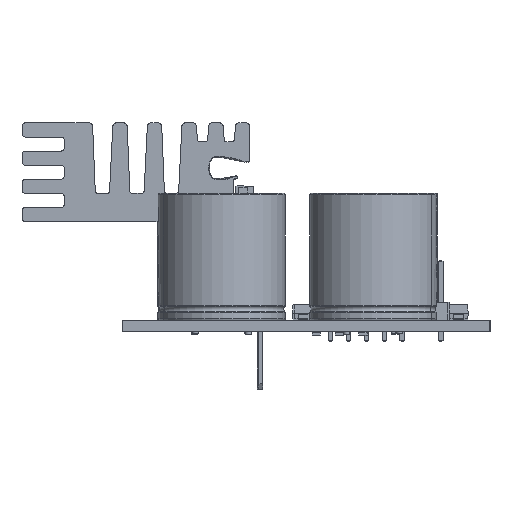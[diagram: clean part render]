
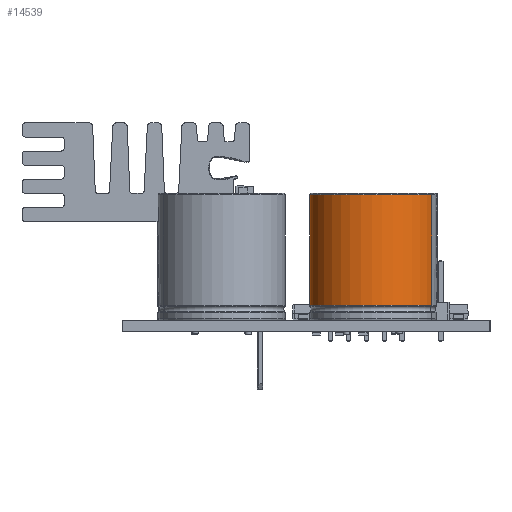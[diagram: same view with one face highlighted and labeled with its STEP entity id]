
A CAD part, left-side view. The second image highlights one B-rep face of the part: STEP entity #14539.
In plain terms, the highlighted cylindrical face has radius 9 mm (diameter 18 mm), a partial arc.
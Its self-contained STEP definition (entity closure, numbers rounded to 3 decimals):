
#435=CYLINDRICAL_SURFACE('',#15544,9.);
#954=FACE_OUTER_BOUND('',#1718,.T.);
#1718=EDGE_LOOP('',(#10984,#10985,#10986,#10987));
#2264=CIRCLE('',#15540,9.);
#2268=CIRCLE('',#15545,9.);
#3546=LINE('',#23304,#5050);
#3547=LINE('',#23305,#5051);
#5050=VECTOR('',#18258,1.);
#5051=VECTOR('',#18259,1.);
#6290=VERTEX_POINT('',#22849);
#6291=VERTEX_POINT('',#22851);
#6294=VERTEX_POINT('',#23301);
#6295=VERTEX_POINT('',#23302);
#7972=EDGE_CURVE('',#6290,#6291,#2264,.T.);
#7977=EDGE_CURVE('',#6294,#6295,#2268,.T.);
#7978=EDGE_CURVE('',#6291,#6295,#3546,.T.);
#7979=EDGE_CURVE('',#6290,#6294,#3547,.T.);
#10984=ORIENTED_EDGE('',*,*,#7977,.T.);
#10985=ORIENTED_EDGE('',*,*,#7978,.F.);
#10986=ORIENTED_EDGE('',*,*,#7972,.F.);
#10987=ORIENTED_EDGE('',*,*,#7979,.T.);
#14539=ADVANCED_FACE('',(#954),#435,.T.);
#15540=AXIS2_PLACEMENT_3D('',#22852,#18246,#18247);
#15544=AXIS2_PLACEMENT_3D('',#23300,#18254,#18255);
#15545=AXIS2_PLACEMENT_3D('',#23303,#18256,#18257);
#18246=DIRECTION('center_axis',(0.,0.,-1.));
#18247=DIRECTION('ref_axis',(0.924,0.383,0.));
#18254=DIRECTION('center_axis',(0.,0.,1.));
#18255=DIRECTION('ref_axis',(-1.,0.,0.));
#18256=DIRECTION('center_axis',(0.,0.,-1.));
#18257=DIRECTION('ref_axis',(0.924,-0.383,0.));
#18258=DIRECTION('',(0.,0.,1.));
#18259=DIRECTION('',(0.,0.,1.));
#22849=CARTESIAN_POINT('',(12.065,-3.444,2.135));
#22851=CARTESIAN_POINT('',(12.065,3.444,2.135));
#22852=CARTESIAN_POINT('Origin',(3.75,0.,2.135));
#23300=CARTESIAN_POINT('Origin',(3.75,0.,2.));
#23301=CARTESIAN_POINT('',(12.065,-3.444,17.8));
#23302=CARTESIAN_POINT('',(12.065,3.444,17.8));
#23303=CARTESIAN_POINT('Origin',(3.75,0.,17.8));
#23304=CARTESIAN_POINT('',(12.065,3.444,2.));
#23305=CARTESIAN_POINT('',(12.065,-3.444,2.));
